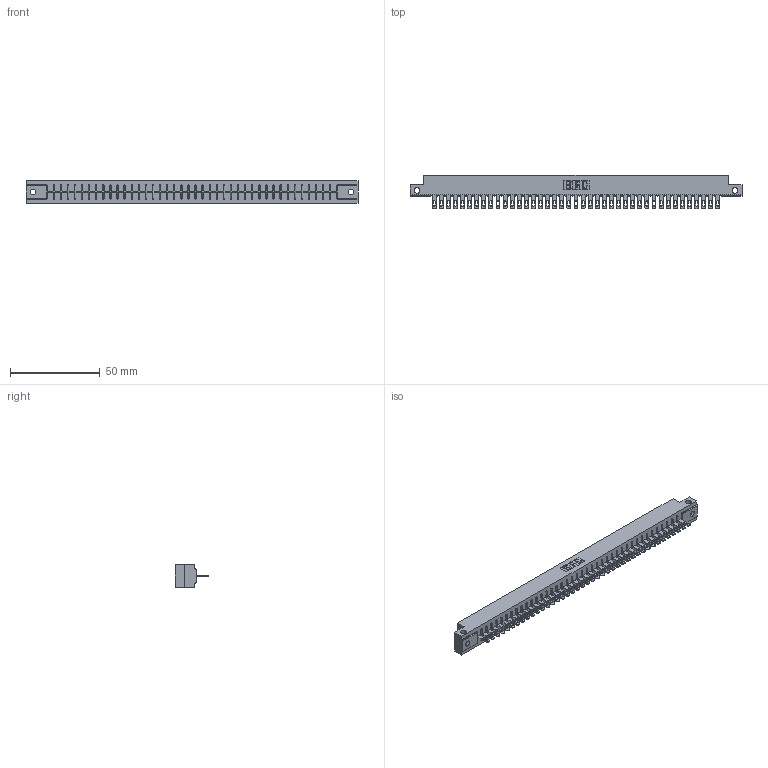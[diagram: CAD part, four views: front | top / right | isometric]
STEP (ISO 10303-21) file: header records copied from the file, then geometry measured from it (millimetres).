
FILE_DESCRIPTION (( 'STEP AP203' ), '1' );
FILE_NAME ('316-041-400-112.STEP', '2020-09-23T07:00:46', ( '' ), ( '' ), 'SwSTEP 2.0', 'SolidWorks 2020', '' );
FILE_SCHEMA (( 'CONFIG_CONTROL_DESIGN' ));
Length unit declared in the file: inch
Products named in the file (3): 306 Part_.128 Dia; 316-041-400-112; 306-290-001_100
Assembly tree (42 placements, depth 2):
  316-041-400-112
    306 Part_.128 Dia
    306-290-001_100  x41
Bounding box: 185.47 x 18.87 x 12.7 mm (x, y, z)
Volume: 20440 mm3; surface area: 21713.2 mm2
Topology: 42 solids, 42 shells, 3244 faces, 9167 edges, 5886 vertices
Faces by surface type: plane 2118, cylinder 962, sphere 164
Entity records: 38934 total; most frequent: CARTESIAN_POINT 6586, ORIENTED_EDGE 6486, DIRECTION 6433, EDGE_CURVE 3243, LINE 2519, VECTOR 2519, VERTEX_POINT 2046, AXIS2_PLACEMENT_3D 1957
